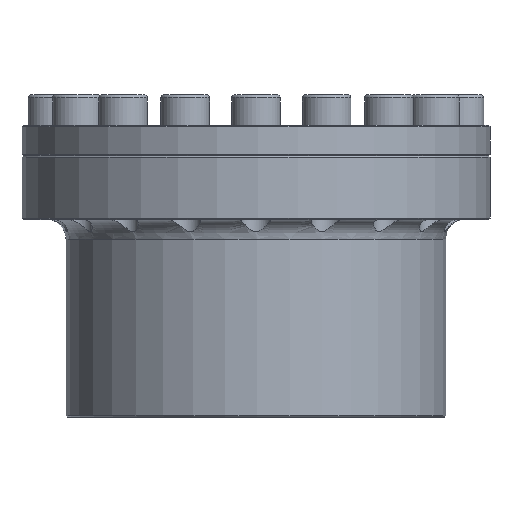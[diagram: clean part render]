
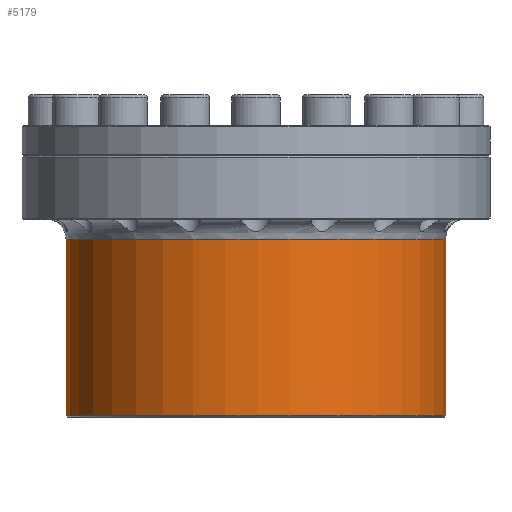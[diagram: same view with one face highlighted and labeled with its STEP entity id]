
A CAD part, front view. The second image highlights one B-rep face of the part: STEP entity #5179.
In plain terms, the highlighted cylindrical face has radius 62.5 mm (diameter 125 mm), a partial arc.
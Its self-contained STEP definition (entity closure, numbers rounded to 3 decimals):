
#377=LINE('',#9313,#741);
#392=LINE('',#9350,#756);
#741=VECTOR('',#7081,1.);
#756=VECTOR('',#7098,1.);
#1454=FACE_OUTER_BOUND('',#1877,.T.);
#1877=EDGE_LOOP('',(#4490,#4491,#4492,#4493));
#2121=CIRCLE('',#5700,62.5);
#2136=CIRCLE('',#5733,62.5);
#2564=VERTEX_POINT('',#9284);
#2565=VERTEX_POINT('',#9286);
#2576=VERTEX_POINT('',#9312);
#2591=VERTEX_POINT('',#9348);
#3186=EDGE_CURVE('',#2565,#2564,#2121,.T.);
#3199=EDGE_CURVE('',#2576,#2565,#377,.T.);
#3216=EDGE_CURVE('',#2564,#2591,#392,.T.);
#3241=EDGE_CURVE('',#2576,#2591,#2136,.T.);
#4490=ORIENTED_EDGE('',*,*,#3199,.T.);
#4491=ORIENTED_EDGE('',*,*,#3186,.T.);
#4492=ORIENTED_EDGE('',*,*,#3216,.T.);
#4493=ORIENTED_EDGE('',*,*,#3241,.F.);
#4593=CYLINDRICAL_SURFACE('',#5732,62.5);
#5179=ADVANCED_FACE('',(#1454),#4593,.T.);
#5700=AXIS2_PLACEMENT_3D('',#9287,#7061,#7062);
#5732=AXIS2_PLACEMENT_3D('',#9397,#7162,#7163);
#5733=AXIS2_PLACEMENT_3D('',#9398,#7164,#7165);
#7061=DIRECTION('center_axis',(0.,0.,-1.));
#7062=DIRECTION('ref_axis',(0.,1.,0.));
#7081=DIRECTION('',(0.,0.,1.));
#7098=DIRECTION('',(0.,0.,-1.));
#7162=DIRECTION('center_axis',(0.,0.,-1.));
#7163=DIRECTION('ref_axis',(0.,1.,0.));
#7164=DIRECTION('center_axis',(0.,0.,-1.));
#7165=DIRECTION('ref_axis',(0.,1.,0.));
#9284=CARTESIAN_POINT('',(8.309,61.945,-37.5));
#9286=CARTESIAN_POINT('',(12.255,61.287,-37.5));
#9287=CARTESIAN_POINT('Origin',(0.,0.,-37.5));
#9312=CARTESIAN_POINT('',(12.255,61.287,-95.5));
#9313=CARTESIAN_POINT('',(12.255,61.287,-66.5));
#9348=CARTESIAN_POINT('',(8.309,61.945,-95.5));
#9350=CARTESIAN_POINT('',(8.309,61.945,-66.5));
#9397=CARTESIAN_POINT('Origin',(0.,0.,-66.5));
#9398=CARTESIAN_POINT('Origin',(0.,0.,-95.5));
